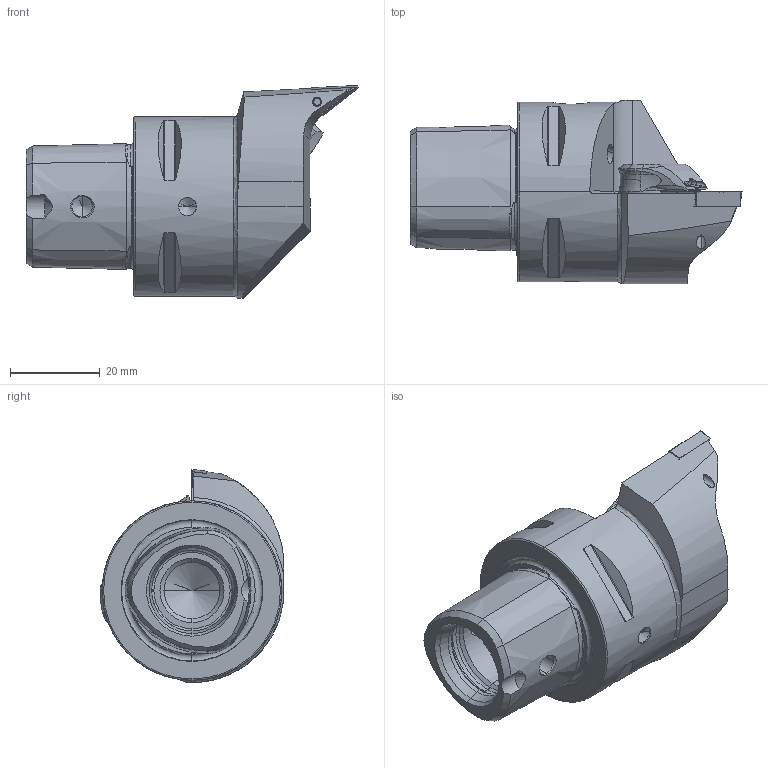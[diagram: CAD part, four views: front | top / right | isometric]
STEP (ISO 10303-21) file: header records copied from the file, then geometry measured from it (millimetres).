
FILE_DESCRIPTION (( 'STEP AP203' ), '1' );
FILE_NAME ('PS4.KVA.LJA.050-HP.STEP', '2024-08-22T13:33:24', ( '' ), ( '' ), 'SwSTEP 2.0', 'SolidWorks 2022', '' );
FILE_SCHEMA (( 'CONFIG_CONTROL_DESIGN' ));
Length unit declared in the file: millimetre
Products named in the file (11): DIN 3771 - 13x1; PS4.KVA.LJA.050-HP; PS4-KVA.LJA.050-HP_A_Fertigbearbeitung; WCA-ER2.001.006_A; DIN 3771 - 6.5x1.5; DIN 7991 - M5x18; VCGT110304; CHP-PCX.000.022_Düse; CHP-PCX.000.022_B; CHP-ER1.008.011_A; ISO 8752 2x8
Assembly tree (10 placements, depth 3):
  PS4.KVA.LJA.050-HP
    PS4-KVA.LJA.050-HP_A_Fertigbearbeitung
    WCA-ER2.001.006_A
    VCGT110304
    CHP-PCX.000.022_Düse
      CHP-PCX.000.022_B
      DIN 3771 - 13x1
      DIN 3771 - 6.5x1.5
      DIN 7991 - M5x18
    CHP-ER1.008.011_A
    ISO 8752 2x8
Bounding box: 73.98 x 41 x 47.49 mm (x, y, z)
Volume: 46354.6 mm3; surface area: 15438.4 mm2
Topology: 9 solids, 9 shells, 487 faces, 1205 edges, 729 vertices
Faces by surface type: cylinder 133, cone 120, plane 106, torus 76, bspline 50, sphere 2
Entity records: 19186 total; most frequent: CARTESIAN_POINT 7180, ORIENTED_EDGE 2370, DIRECTION 2166, EDGE_CURVE 1185, AXIS2_PLACEMENT_3D 888, VERTEX_POINT 729, EDGE_LOOP 520, ADVANCED_FACE 487
